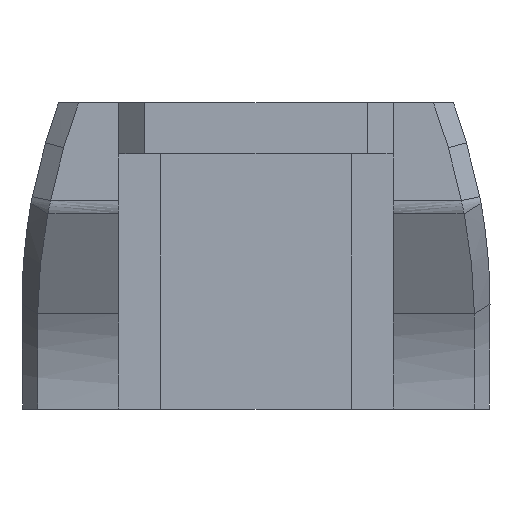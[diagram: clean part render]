
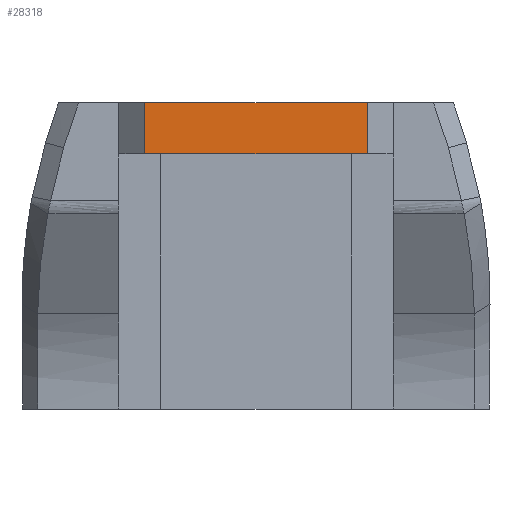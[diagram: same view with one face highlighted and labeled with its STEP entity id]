
A CAD part, left-side view. The second image highlights one B-rep face of the part: STEP entity #28318.
In plain terms, the highlighted planar face has unit normal (-1, 0, 0).
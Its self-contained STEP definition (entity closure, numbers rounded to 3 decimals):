
#263 = PLANE('',#264);
#264 = AXIS2_PLACEMENT_3D('',#265,#266,#267);
#265 = CARTESIAN_POINT('',(13.,31.032,56.));
#266 = DIRECTION('',(0.,0.,1.));
#267 = DIRECTION('',(1.,0.,0.));
#8899 = PLANE('',#8900);
#8900 = AXIS2_PLACEMENT_3D('',#8901,#8902,#8903);
#8901 = CARTESIAN_POINT('',(13.,21.5,48.));
#8902 = DIRECTION('',(0.,0.,1.));
#8903 = DIRECTION('',(1.,0.,0.));
#9277 = PLANE('',#9278);
#9278 = AXIS2_PLACEMENT_3D('',#9279,#9280,#9281);
#9279 = CARTESIAN_POINT('',(-14.5,17.5,56.));
#9280 = DIRECTION('',(-0.707,0.707,0.));
#9281 = DIRECTION('',(-0.707,-0.707,0.));
#12070 = EDGE_CURVE('',#12071,#12073,#12075,.T.);
#12071 = VERTEX_POINT('',#12072);
#12072 = CARTESIAN_POINT('',(-14.5,17.5,56.));
#12073 = VERTEX_POINT('',#12074);
#12074 = CARTESIAN_POINT('',(-14.5,17.5,48.));
#12075 = SURFACE_CURVE('',#12076,(#12080,#12087),.PCURVE_S1.);
#12076 = LINE('',#12077,#12078);
#12077 = CARTESIAN_POINT('',(-14.5,17.5,56.));
#12078 = VECTOR('',#12079,1.);
#12079 = DIRECTION('',(0.,0.,-1.));
#12080 = PCURVE('',#9277,#12081);
#12081 = DEFINITIONAL_REPRESENTATION('',(#12082),#12086);
#12082 = LINE('',#12083,#12084);
#12083 = CARTESIAN_POINT('',(-0.,0.));
#12084 = VECTOR('',#12085,1.);
#12085 = DIRECTION('',(-0.,-1.));
#12086 = ( GEOMETRIC_REPRESENTATION_CONTEXT(2) 
PARAMETRIC_REPRESENTATION_CONTEXT() REPRESENTATION_CONTEXT('2D SPACE',''
  ) );
#12087 = PCURVE('',#12088,#12093);
#12088 = PLANE('',#12089);
#12089 = AXIS2_PLACEMENT_3D('',#12090,#12091,#12092);
#12090 = CARTESIAN_POINT('',(-14.5,0.,56.));
#12091 = DIRECTION('',(1.,0.,0.));
#12092 = DIRECTION('',(0.,0.,1.));
#12093 = DEFINITIONAL_REPRESENTATION('',(#12094),#12098);
#12094 = LINE('',#12095,#12096);
#12095 = CARTESIAN_POINT('',(0.,-17.5));
#12096 = VECTOR('',#12097,1.);
#12097 = DIRECTION('',(-1.,-0.));
#12098 = ( GEOMETRIC_REPRESENTATION_CONTEXT(2) 
PARAMETRIC_REPRESENTATION_CONTEXT() REPRESENTATION_CONTEXT('2D SPACE',''
  ) );
#12151 = EDGE_CURVE('',#12152,#12071,#12154,.T.);
#12152 = VERTEX_POINT('',#12153);
#12153 = CARTESIAN_POINT('',(-14.5,0.,56.));
#12154 = SURFACE_CURVE('',#12155,(#12159,#12166),.PCURVE_S1.);
#12155 = LINE('',#12156,#12157);
#12156 = CARTESIAN_POINT('',(-14.5,0.,56.));
#12157 = VECTOR('',#12158,1.);
#12158 = DIRECTION('',(0.,1.,0.));
#12159 = PCURVE('',#263,#12160);
#12160 = DEFINITIONAL_REPRESENTATION('',(#12161),#12165);
#12161 = LINE('',#12162,#12163);
#12162 = CARTESIAN_POINT('',(-27.5,-31.032));
#12163 = VECTOR('',#12164,1.);
#12164 = DIRECTION('',(0.,1.));
#12165 = ( GEOMETRIC_REPRESENTATION_CONTEXT(2) 
PARAMETRIC_REPRESENTATION_CONTEXT() REPRESENTATION_CONTEXT('2D SPACE',''
  ) );
#12166 = PCURVE('',#12088,#12167);
#12167 = DEFINITIONAL_REPRESENTATION('',(#12168),#12172);
#12168 = LINE('',#12169,#12170);
#12169 = CARTESIAN_POINT('',(0.,0.));
#12170 = VECTOR('',#12171,1.);
#12171 = DIRECTION('',(0.,-1.));
#12172 = ( GEOMETRIC_REPRESENTATION_CONTEXT(2) 
PARAMETRIC_REPRESENTATION_CONTEXT() REPRESENTATION_CONTEXT('2D SPACE',''
  ) );
#12174 = EDGE_CURVE('',#12152,#12175,#12177,.T.);
#12175 = VERTEX_POINT('',#12176);
#12176 = CARTESIAN_POINT('',(-14.5,-17.5,56.));
#12177 = SURFACE_CURVE('',#12178,(#12182,#12189),.PCURVE_S1.);
#12178 = LINE('',#12179,#12180);
#12179 = CARTESIAN_POINT('',(-14.5,0.,56.));
#12180 = VECTOR('',#12181,1.);
#12181 = DIRECTION('',(0.,-1.,0.));
#12182 = PCURVE('',#263,#12183);
#12183 = DEFINITIONAL_REPRESENTATION('',(#12184),#12188);
#12184 = LINE('',#12185,#12186);
#12185 = CARTESIAN_POINT('',(-27.5,-31.032));
#12186 = VECTOR('',#12187,1.);
#12187 = DIRECTION('',(0.,-1.));
#12188 = ( GEOMETRIC_REPRESENTATION_CONTEXT(2) 
PARAMETRIC_REPRESENTATION_CONTEXT() REPRESENTATION_CONTEXT('2D SPACE',''
  ) );
#12189 = PCURVE('',#12088,#12190);
#12190 = DEFINITIONAL_REPRESENTATION('',(#12191),#12195);
#12191 = LINE('',#12192,#12193);
#12192 = CARTESIAN_POINT('',(0.,0.));
#12193 = VECTOR('',#12194,1.);
#12194 = DIRECTION('',(0.,1.));
#12195 = ( GEOMETRIC_REPRESENTATION_CONTEXT(2) 
PARAMETRIC_REPRESENTATION_CONTEXT() REPRESENTATION_CONTEXT('2D SPACE',''
  ) );
#12213 = PLANE('',#12214);
#12214 = AXIS2_PLACEMENT_3D('',#12215,#12216,#12217);
#12215 = CARTESIAN_POINT('',(-14.5,-17.5,56.));
#12216 = DIRECTION('',(-0.707,-0.707,0.));
#12217 = DIRECTION('',(0.707,-0.707,0.));
#19401 = EDGE_CURVE('',#12175,#19402,#19404,.T.);
#19402 = VERTEX_POINT('',#19403);
#19403 = CARTESIAN_POINT('',(-14.5,-17.5,48.));
#19404 = SURFACE_CURVE('',#19405,(#19409,#19416),.PCURVE_S1.);
#19405 = LINE('',#19406,#19407);
#19406 = CARTESIAN_POINT('',(-14.5,-17.5,56.));
#19407 = VECTOR('',#19408,1.);
#19408 = DIRECTION('',(-0.,-0.,-1.));
#19409 = PCURVE('',#12213,#19410);
#19410 = DEFINITIONAL_REPRESENTATION('',(#19411),#19415);
#19411 = LINE('',#19412,#19413);
#19412 = CARTESIAN_POINT('',(0.,0.));
#19413 = VECTOR('',#19414,1.);
#19414 = DIRECTION('',(0.,-1.));
#19415 = ( GEOMETRIC_REPRESENTATION_CONTEXT(2) 
PARAMETRIC_REPRESENTATION_CONTEXT() REPRESENTATION_CONTEXT('2D SPACE',''
  ) );
#19416 = PCURVE('',#12088,#19417);
#19417 = DEFINITIONAL_REPRESENTATION('',(#19418),#19422);
#19418 = LINE('',#19419,#19420);
#19419 = CARTESIAN_POINT('',(0.,17.5));
#19420 = VECTOR('',#19421,1.);
#19421 = DIRECTION('',(-1.,0.));
#19422 = ( GEOMETRIC_REPRESENTATION_CONTEXT(2) 
PARAMETRIC_REPRESENTATION_CONTEXT() REPRESENTATION_CONTEXT('2D SPACE',''
  ) );
#27960 = EDGE_CURVE('',#27961,#19402,#27963,.T.);
#27961 = VERTEX_POINT('',#27962);
#27962 = CARTESIAN_POINT('',(-14.5,0.,48.));
#27963 = SURFACE_CURVE('',#27964,(#27968,#27975),.PCURVE_S1.);
#27964 = LINE('',#27965,#27966);
#27965 = CARTESIAN_POINT('',(-14.5,0.,48.));
#27966 = VECTOR('',#27967,1.);
#27967 = DIRECTION('',(0.,-1.,0.));
#27968 = PCURVE('',#8899,#27969);
#27969 = DEFINITIONAL_REPRESENTATION('',(#27970),#27974);
#27970 = LINE('',#27971,#27972);
#27971 = CARTESIAN_POINT('',(-27.5,-21.5));
#27972 = VECTOR('',#27973,1.);
#27973 = DIRECTION('',(0.,-1.));
#27974 = ( GEOMETRIC_REPRESENTATION_CONTEXT(2) 
PARAMETRIC_REPRESENTATION_CONTEXT() REPRESENTATION_CONTEXT('2D SPACE',''
  ) );
#27975 = PCURVE('',#12088,#27976);
#27976 = DEFINITIONAL_REPRESENTATION('',(#27977),#27981);
#27977 = LINE('',#27978,#27979);
#27978 = CARTESIAN_POINT('',(-8.,0.));
#27979 = VECTOR('',#27980,1.);
#27980 = DIRECTION('',(0.,1.));
#27981 = ( GEOMETRIC_REPRESENTATION_CONTEXT(2) 
PARAMETRIC_REPRESENTATION_CONTEXT() REPRESENTATION_CONTEXT('2D SPACE',''
  ) );
#27983 = EDGE_CURVE('',#27961,#12073,#27984,.T.);
#27984 = SURFACE_CURVE('',#27985,(#27989,#27996),.PCURVE_S1.);
#27985 = LINE('',#27986,#27987);
#27986 = CARTESIAN_POINT('',(-14.5,0.,48.));
#27987 = VECTOR('',#27988,1.);
#27988 = DIRECTION('',(0.,1.,0.));
#27989 = PCURVE('',#8899,#27990);
#27990 = DEFINITIONAL_REPRESENTATION('',(#27991),#27995);
#27991 = LINE('',#27992,#27993);
#27992 = CARTESIAN_POINT('',(-27.5,-21.5));
#27993 = VECTOR('',#27994,1.);
#27994 = DIRECTION('',(0.,1.));
#27995 = ( GEOMETRIC_REPRESENTATION_CONTEXT(2) 
PARAMETRIC_REPRESENTATION_CONTEXT() REPRESENTATION_CONTEXT('2D SPACE',''
  ) );
#27996 = PCURVE('',#12088,#27997);
#27997 = DEFINITIONAL_REPRESENTATION('',(#27998),#28002);
#27998 = LINE('',#27999,#28000);
#27999 = CARTESIAN_POINT('',(-8.,0.));
#28000 = VECTOR('',#28001,1.);
#28001 = DIRECTION('',(0.,-1.));
#28002 = ( GEOMETRIC_REPRESENTATION_CONTEXT(2) 
PARAMETRIC_REPRESENTATION_CONTEXT() REPRESENTATION_CONTEXT('2D SPACE',''
  ) );
#28318 = ADVANCED_FACE('',(#28319),#12088,.F.);
#28319 = FACE_BOUND('',#28320,.T.);
#28320 = EDGE_LOOP('',(#28321,#28322,#28323,#28324,#28325,#28326));
#28321 = ORIENTED_EDGE('',*,*,#12151,.T.);
#28322 = ORIENTED_EDGE('',*,*,#12070,.T.);
#28323 = ORIENTED_EDGE('',*,*,#27983,.F.);
#28324 = ORIENTED_EDGE('',*,*,#27960,.T.);
#28325 = ORIENTED_EDGE('',*,*,#19401,.F.);
#28326 = ORIENTED_EDGE('',*,*,#12174,.F.);
